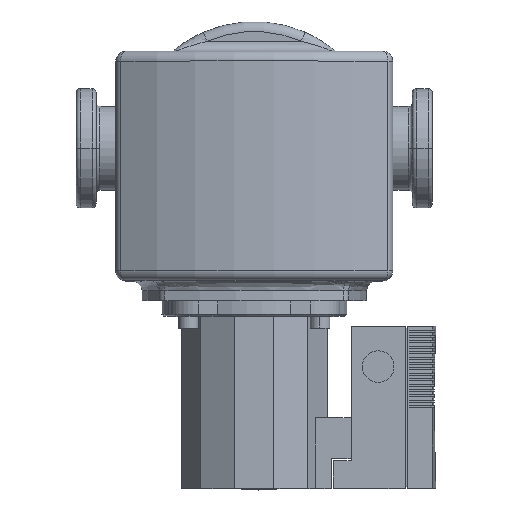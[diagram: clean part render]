
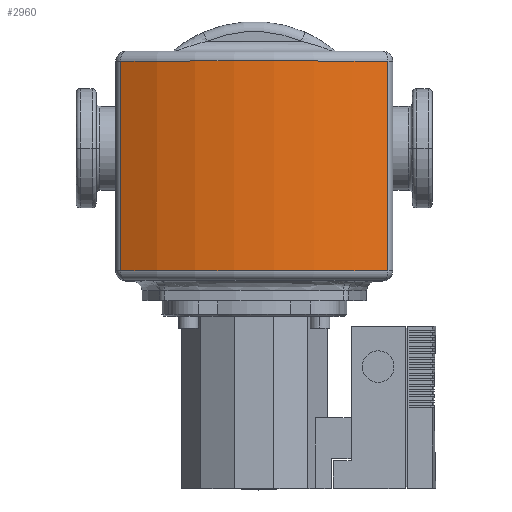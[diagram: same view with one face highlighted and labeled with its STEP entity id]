
A CAD part, top view. The second image highlights one B-rep face of the part: STEP entity #2960.
In plain terms, the highlighted cylindrical face has radius 132.5 mm (diameter 265 mm), a partial arc.
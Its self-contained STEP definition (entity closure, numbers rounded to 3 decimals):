
#1803=CARTESIAN_POINT('',(157.549,44.0,69.489));
#1804=VERTEX_POINT('',#1803);
#1838=CARTESIAN_POINT('',(22.451,44.0,69.489));
#1839=VERTEX_POINT('',#1838);
#1863=CARTESIAN_POINT('',(90.,44.0,-44.5));
#1864=DIRECTION('',(0.0,1.0,0.0));
#1865=DIRECTION('',(0.0,0.0,1.0));
#1866=AXIS2_PLACEMENT_3D('',#1863,#1864,#1865);
#1867=CIRCLE('',#1866,132.5);
#1868=EDGE_CURVE('',#1839,#1804,#1867,.T.);
#2771=CARTESIAN_POINT('',(157.549,-62.,69.489));
#2772=VERTEX_POINT('',#2771);
#2825=CARTESIAN_POINT('',(22.451,-62.,69.489));
#2826=VERTEX_POINT('',#2825);
#2858=CARTESIAN_POINT('',(22.451,-62.,69.489));
#2859=DIRECTION('',(0.0,1.0,0.0));
#2860=VECTOR('',#2859,106.);
#2861=LINE('',#2858,#2860);
#2862=EDGE_CURVE('',#2826,#1839,#2861,.T.);
#2886=CARTESIAN_POINT('',(90.,-62.,-44.5));
#2887=DIRECTION('',(0.0,-1.0,0.0));
#2888=DIRECTION('',(0.0,0.0,1.0));
#2889=AXIS2_PLACEMENT_3D('',#2886,#2887,#2888);
#2890=CIRCLE('',#2889,132.5);
#2891=EDGE_CURVE('',#2772,#2826,#2890,.T.);
#2915=CARTESIAN_POINT('',(157.549,44.0,69.489));
#2916=DIRECTION('',(0.0,-1.0,0.0));
#2917=VECTOR('',#2916,106.);
#2918=LINE('',#2915,#2917);
#2919=EDGE_CURVE('',#1804,#2772,#2918,.T.);
#2949=CARTESIAN_POINT('',(90.,12.,-44.5));
#2950=DIRECTION('',(0.0,1.0,0.0));
#2951=DIRECTION('',(-0.528,0.0,0.849));
#2952=AXIS2_PLACEMENT_3D('',#2949,#2950,#2951);
#2953=CYLINDRICAL_SURFACE('',#2952,132.5);
#2954=ORIENTED_EDGE('',*,*,#2862,.F.);
#2955=ORIENTED_EDGE('',*,*,#2891,.F.);
#2956=ORIENTED_EDGE('',*,*,#2919,.F.);
#2957=ORIENTED_EDGE('',*,*,#1868,.F.);
#2958=EDGE_LOOP('',(#2954,#2955,#2956,#2957));
#2959=FACE_OUTER_BOUND('',#2958,.T.);
#2960=ADVANCED_FACE('',(#2959),#2953,.T.);
